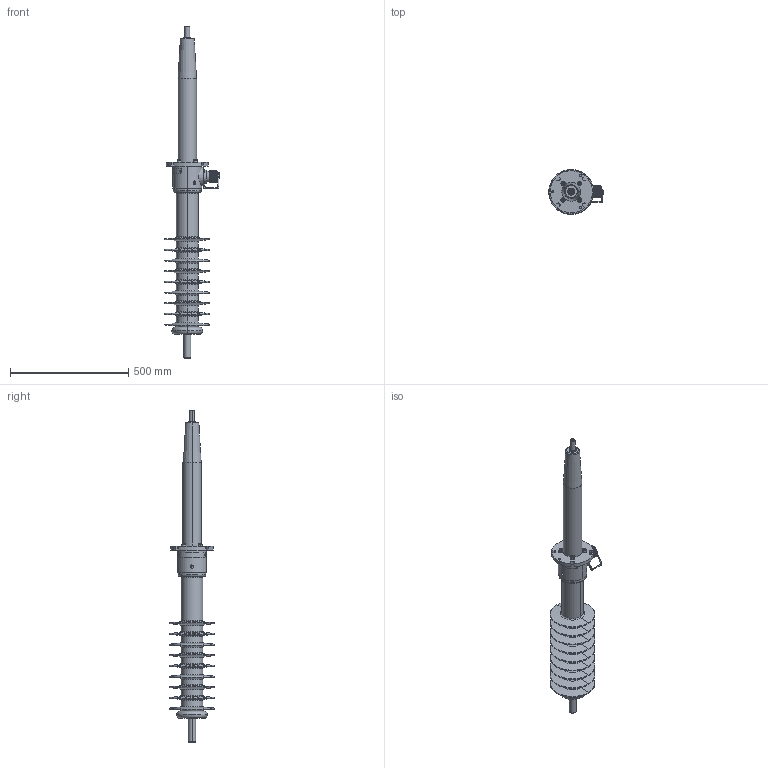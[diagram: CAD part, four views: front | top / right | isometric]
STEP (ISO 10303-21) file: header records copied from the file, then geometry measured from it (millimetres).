
FILE_DESCRIPTION (( 'STEP AP214' ), '1' );
FILE_NAME ('ﾃﾍﾂﾏIII-90-40,5-1000-ﾒﾒ150-ﾎ1 (5).STEP', '2022-08-05T07:41:24', ( '' ), ( '' ), 'SwSTEP 2.0', 'SolidWorks 2010', '' );
FILE_SCHEMA (( 'AUTOMOTIVE_DESIGN' ));
Length unit declared in the file: millimetre
Products named in the file (1): ﾃﾍﾂﾏIII-90-40,5-1000-ﾒﾒ150-ﾎ1 (5)
Bounding box: 229.81 x 189.96 x 1401 mm (x, y, z)
Volume: 9767885.2 mm3; surface area: 1513884.5 mm2
Topology: 37 solids, 37 shells, 1184 faces, 3005 edges, 1778 vertices
Faces by surface type: plane 399, cylinder 363, cone 146, bspline 144, torus 126, sphere 6
Entity records: 52985 total; most frequent: CARTESIAN_POINT 12358, ORIENTED_EDGE 5670, DIRECTION 5630, EDGE_CURVE 2835, AXIS2_PLACEMENT_3D 2243, VERTEX_POINT 1778, EDGE_LOOP 1307, UNCERTAINTY_MEASURE_WITH_UNIT 1223
